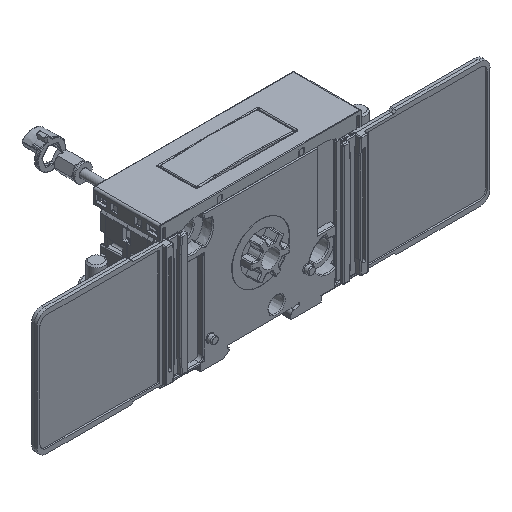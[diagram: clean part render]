
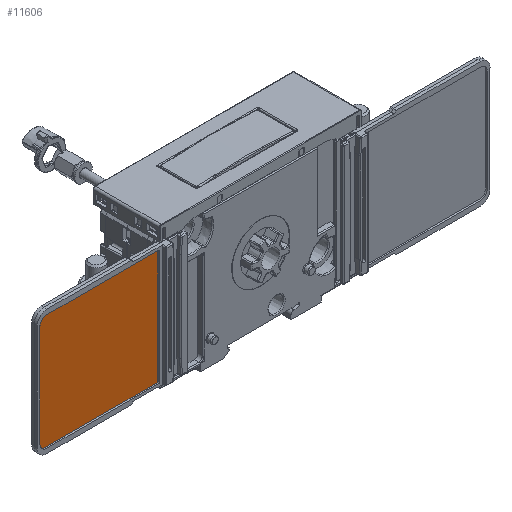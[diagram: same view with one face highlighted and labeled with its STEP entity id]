
A CAD part, isometric view. The second image highlights one B-rep face of the part: STEP entity #11606.
In plain terms, the highlighted planar face has unit normal (0, -1, 0).
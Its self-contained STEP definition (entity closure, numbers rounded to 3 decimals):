
#605=ELLIPSE('',#44376,0.302,0.3);
#607=ELLIPSE('',#44379,0.302,0.3);
#3085=PLANE('',#44583);
#4271=LINE('',#62507,#7948);
#4273=LINE('',#62511,#7950);
#4370=LINE('',#62865,#8047);
#4371=LINE('',#62868,#8048);
#4372=LINE('',#62880,#8049);
#4373=LINE('',#62892,#8050);
#4374=LINE('',#62894,#8051);
#4375=LINE('',#62896,#8052);
#7948=VECTOR('',#49420,1.);
#7950=VECTOR('',#49424,1.);
#8047=VECTOR('',#49831,1.);
#8048=VECTOR('',#49832,1.);
#8049=VECTOR('',#49833,1.);
#8050=VECTOR('',#49834,1.);
#8051=VECTOR('',#49835,1.);
#8052=VECTOR('',#49836,1.);
#11606=ADVANCED_FACE('',(#14141),#3085,.F.);
#14141=FACE_OUTER_BOUND('',#16427,.T.);
#16427=EDGE_LOOP('',(#21346,#21347,#21348,#21349,#21350,#21351,#21352,#21353,
#21354,#21355,#21356,#21357));
#21346=ORIENTED_EDGE('',*,*,#37412,.T.);
#21347=ORIENTED_EDGE('',*,*,#37413,.T.);
#21348=ORIENTED_EDGE('',*,*,#37414,.F.);
#21349=ORIENTED_EDGE('',*,*,#37232,.F.);
#21350=ORIENTED_EDGE('',*,*,#37158,.T.);
#21351=ORIENTED_EDGE('',*,*,#37415,.F.);
#21352=ORIENTED_EDGE('',*,*,#37162,.T.);
#21353=ORIENTED_EDGE('',*,*,#37234,.T.);
#21354=ORIENTED_EDGE('',*,*,#37416,.F.);
#21355=ORIENTED_EDGE('',*,*,#37417,.F.);
#21356=ORIENTED_EDGE('',*,*,#37418,.T.);
#21357=ORIENTED_EDGE('',*,*,#37419,.T.);
#32669=VERTEX_POINT('',#62343);
#32670=VERTEX_POINT('',#62345);
#32673=VERTEX_POINT('',#62352);
#32674=VERTEX_POINT('',#62354);
#32719=VERTEX_POINT('',#62508);
#32720=VERTEX_POINT('',#62512);
#32822=VERTEX_POINT('',#62866);
#32823=VERTEX_POINT('',#62867);
#32824=VERTEX_POINT('',#62869);
#32825=VERTEX_POINT('',#62891);
#32826=VERTEX_POINT('',#62893);
#32827=VERTEX_POINT('',#62895);
#37158=EDGE_CURVE('',#32670,#32669,#605,.T.);
#37162=EDGE_CURVE('',#32674,#32673,#607,.T.);
#37232=EDGE_CURVE('',#32670,#32719,#4271,.T.);
#37234=EDGE_CURVE('',#32673,#32720,#4273,.T.);
#37412=EDGE_CURVE('',#32822,#32823,#4370,.T.);
#37413=EDGE_CURVE('',#32823,#32824,#4371,.T.);
#37414=EDGE_CURVE('',#32719,#32824,#43447,.T.);
#37415=EDGE_CURVE('',#32674,#32669,#4372,.T.);
#37416=EDGE_CURVE('',#32825,#32720,#43448,.T.);
#37417=EDGE_CURVE('',#32826,#32825,#4373,.T.);
#37418=EDGE_CURVE('',#32826,#32827,#4374,.T.);
#37419=EDGE_CURVE('',#32827,#32822,#4375,.T.);
#43447=B_SPLINE_CURVE_WITH_KNOTS('',3,(#62870,#62871,#62872,#62873,#62874,
#62875,#62876,#62877,#62878,#62879),.UNSPECIFIED.,.F.,.F.,(4,2,2,2,4),(0.,
0.25,0.5,0.75,1.),.UNSPECIFIED.);
#43448=B_SPLINE_CURVE_WITH_KNOTS('',3,(#62881,#62882,#62883,#62884,#62885,
#62886,#62887,#62888,#62889,#62890),.UNSPECIFIED.,.F.,.F.,(4,2,2,2,4),(0.,
0.25,0.5,0.75,1.),.UNSPECIFIED.);
#44376=AXIS2_PLACEMENT_3D('',#62344,#49275,#49276);
#44379=AXIS2_PLACEMENT_3D('',#62353,#49283,#49284);
#44583=AXIS2_PLACEMENT_3D('',#62897,#49837,#49838);
#49275=DIRECTION('',(0.,-1.,0.));
#49276=DIRECTION('',(0.707,0.,-0.707));
#49283=DIRECTION('',(0.,-1.,0.));
#49284=DIRECTION('',(0.707,0.,0.707));
#49420=DIRECTION('',(-1.,0.,0.));
#49424=DIRECTION('',(-1.,0.,0.));
#49831=DIRECTION('',(1.,0.,0.));
#49832=DIRECTION('',(0.,0.,-1.));
#49833=DIRECTION('',(0.,0.,-1.));
#49834=DIRECTION('',(0.,0.,1.));
#49835=DIRECTION('',(-1.,0.,0.));
#49836=DIRECTION('',(0.,0.,-1.));
#49837=DIRECTION('',(0.,1.,0.));
#49838=DIRECTION('',(0.,0.,1.));
#62343=CARTESIAN_POINT('',(-53.108,-18.15,2.107));
#62344=CARTESIAN_POINT('',(-53.409,-18.15,2.11));
#62345=CARTESIAN_POINT('',(-53.407,-18.15,1.808));
#62352=CARTESIAN_POINT('',(-53.402,-18.15,61.782));
#62353=CARTESIAN_POINT('',(-53.404,-18.15,61.481));
#62354=CARTESIAN_POINT('',(-53.103,-18.15,61.483));
#62507=CARTESIAN_POINT('',(-84.095,-18.15,1.811));
#62508=CARTESIAN_POINT('',(-111.562,-18.15,1.813));
#62511=CARTESIAN_POINT('',(-84.09,-18.15,61.785));
#62512=CARTESIAN_POINT('',(-111.557,-18.15,61.787));
#62865=CARTESIAN_POINT('',(-115.147,-18.15,10.3));
#62866=CARTESIAN_POINT('',(-115.147,-18.15,10.3));
#62867=CARTESIAN_POINT('',(-115.081,-18.15,10.3));
#62868=CARTESIAN_POINT('',(-115.079,-18.15,31.8));
#62869=CARTESIAN_POINT('',(-115.081,-18.15,5.333));
#62870=CARTESIAN_POINT('',(-111.562,-18.15,1.813));
#62871=CARTESIAN_POINT('',(-112.023,-18.15,1.813));
#62872=CARTESIAN_POINT('',(-112.484,-18.15,1.905));
#62873=CARTESIAN_POINT('',(-113.335,-18.15,2.257));
#62874=CARTESIAN_POINT('',(-113.725,-18.15,2.518));
#62875=CARTESIAN_POINT('',(-114.377,-18.15,3.17));
#62876=CARTESIAN_POINT('',(-114.637,-18.15,3.56));
#62877=CARTESIAN_POINT('',(-114.99,-18.15,4.411));
#62878=CARTESIAN_POINT('',(-115.081,-18.15,4.872));
#62879=CARTESIAN_POINT('',(-115.081,-18.15,5.333));
#62880=CARTESIAN_POINT('',(-53.105,-18.15,31.795));
#62881=CARTESIAN_POINT('',(-115.077,-18.15,58.267));
#62882=CARTESIAN_POINT('',(-115.077,-18.15,58.728));
#62883=CARTESIAN_POINT('',(-114.986,-18.15,59.189));
#62884=CARTESIAN_POINT('',(-114.633,-18.15,60.04));
#62885=CARTESIAN_POINT('',(-114.372,-18.15,60.431));
#62886=CARTESIAN_POINT('',(-113.721,-18.15,61.082));
#62887=CARTESIAN_POINT('',(-113.33,-18.15,61.343));
#62888=CARTESIAN_POINT('',(-112.479,-18.15,61.695));
#62889=CARTESIAN_POINT('',(-112.018,-18.15,61.787));
#62890=CARTESIAN_POINT('',(-111.557,-18.15,61.787));
#62891=CARTESIAN_POINT('',(-115.077,-18.15,58.267));
#62892=CARTESIAN_POINT('',(-115.079,-18.15,31.8));
#62893=CARTESIAN_POINT('',(-115.078,-18.15,53.3));
#62894=CARTESIAN_POINT('',(-53.038,-18.15,53.295));
#62895=CARTESIAN_POINT('',(-115.143,-18.15,53.3));
#62896=CARTESIAN_POINT('',(-115.143,-18.15,53.3));
#62897=CARTESIAN_POINT('',(-84.092,-18.15,31.798));
